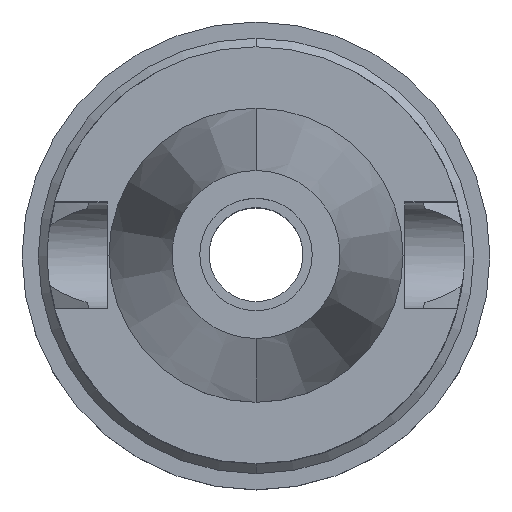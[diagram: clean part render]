
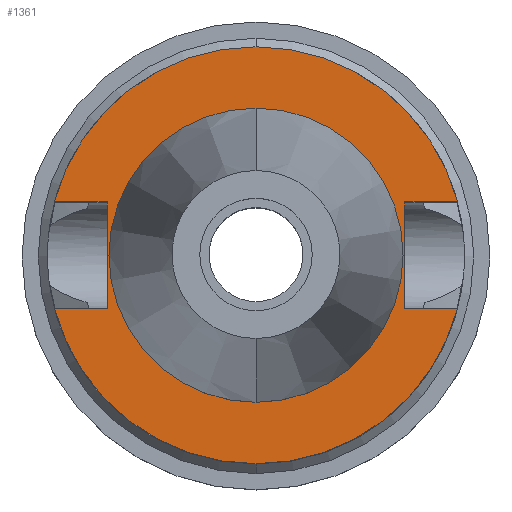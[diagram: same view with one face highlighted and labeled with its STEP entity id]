
A CAD part, top view. The second image highlights one B-rep face of the part: STEP entity #1361.
In plain terms, the highlighted planar face has unit normal (0, 0, 1).
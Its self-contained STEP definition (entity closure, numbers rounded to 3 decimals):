
#94=DIRECTION('',(0.,1.,0.));
#95=VECTOR('',#94,16.1);
#96=CARTESIAN_POINT('',(-22.5,-8.05,-1.));
#97=LINE('',#96,#95);
#101=DIRECTION('',(-1.,0.,0.));
#102=VECTOR('',#101,7.954);
#103=CARTESIAN_POINT('',(-22.5,8.05,-1.));
#104=LINE('',#103,#102);
#108=CARTESIAN_POINT('',(0.,0.,-1.));
#109=DIRECTION('',(0.,0.,-1.));
#110=DIRECTION('',(-0.967,0.256,0.));
#111=AXIS2_PLACEMENT_3D('',#108,#109,#110);
#116=CARTESIAN_POINT('',(0.,0.,-1.));
#117=DIRECTION('',(0.,0.,-1.));
#118=DIRECTION('',(0.,1.,0.));
#119=AXIS2_PLACEMENT_3D('',#116,#117,#118);
#124=DIRECTION('',(0.,-1.,0.));
#125=VECTOR('',#124,16.1);
#126=CARTESIAN_POINT('',(22.5,8.05,-1.));
#127=LINE('',#126,#125);
#131=DIRECTION('',(1.,0.,0.));
#132=VECTOR('',#131,7.954);
#133=CARTESIAN_POINT('',(22.5,-8.05,-1.));
#134=LINE('',#133,#132);
#138=CARTESIAN_POINT('',(0.,0.,-1.));
#139=DIRECTION('',(0.,0.,-1.));
#140=DIRECTION('',(0.967,-0.256,0.));
#141=AXIS2_PLACEMENT_3D('',#138,#139,#140);
#146=CARTESIAN_POINT('',(0.,0.,-1.));
#147=DIRECTION('',(0.,0.,-1.));
#148=DIRECTION('',(0.,-1.,0.));
#149=AXIS2_PLACEMENT_3D('',#146,#147,#148);
#154=CARTESIAN_POINT('',(0.,0.,-1.));
#155=DIRECTION('',(0.,0.,1.));
#156=DIRECTION('',(0.,-1.,0.));
#157=AXIS2_PLACEMENT_3D('',#154,#155,#156);
#162=CARTESIAN_POINT('',(0.,0.,-1.));
#163=DIRECTION('',(0.,0.,1.));
#164=DIRECTION('',(0.,1.,0.));
#165=AXIS2_PLACEMENT_3D('',#162,#163,#164);
#200=DIRECTION('',(-1.,0.,0.));
#201=VECTOR('',#200,7.954);
#202=CARTESIAN_POINT('',(-22.5,-8.05,-1.));
#203=LINE('',#202,#201);
#337=DIRECTION('',(1.,0.,0.));
#338=VECTOR('',#337,7.954);
#339=CARTESIAN_POINT('',(22.5,8.05,-1.));
#340=LINE('',#339,#338);
#1218=CARTESIAN_POINT('',(-22.5,-8.05,-1.));
#1219=VERTEX_POINT('',#1218);
#1220=CARTESIAN_POINT('',(-30.454,-8.05,-1.));
#1221=VERTEX_POINT('',#1220);
#1224=CARTESIAN_POINT('',(-22.5,8.05,-1.));
#1225=VERTEX_POINT('',#1224);
#1226=CARTESIAN_POINT('',(-30.454,8.05,-1.));
#1227=VERTEX_POINT('',#1226);
#1228=CARTESIAN_POINT('',(0.,31.5,-1.));
#1229=CARTESIAN_POINT('',(30.454,8.05,-1.));
#1230=VERTEX_POINT('',#1228);
#1231=VERTEX_POINT('',#1229);
#1232=CARTESIAN_POINT('',(22.5,8.05,-1.));
#1233=VERTEX_POINT('',#1232);
#1234=CARTESIAN_POINT('',(22.5,-8.05,-1.));
#1235=VERTEX_POINT('',#1234);
#1236=CARTESIAN_POINT('',(30.454,-8.05,-1.));
#1237=VERTEX_POINT('',#1236);
#1238=CARTESIAN_POINT('',(0.,-31.5,-1.));
#1239=VERTEX_POINT('',#1238);
#1240=CARTESIAN_POINT('',(0.,-22.225,-1.));
#1241=CARTESIAN_POINT('',(0.,22.225,-1.));
#1242=VERTEX_POINT('',#1240);
#1243=VERTEX_POINT('',#1241);
#1330=CARTESIAN_POINT('',(0.,0.,-1.));
#1331=DIRECTION('',(0.,0.,-1.));
#1332=DIRECTION('',(0.,-1.,0.));
#1333=AXIS2_PLACEMENT_3D('',#1330,#1331,#1332);
#1334=PLANE('',#1333);
#1336=ORIENTED_EDGE('',*,*,#1335,.T.);
#1338=ORIENTED_EDGE('',*,*,#1337,.T.);
#1340=ORIENTED_EDGE('',*,*,#1339,.T.);
#1342=ORIENTED_EDGE('',*,*,#1341,.T.);
#1344=ORIENTED_EDGE('',*,*,#1343,.F.);
#1346=ORIENTED_EDGE('',*,*,#1345,.T.);
#1348=ORIENTED_EDGE('',*,*,#1347,.T.);
#1350=ORIENTED_EDGE('',*,*,#1349,.T.);
#1352=ORIENTED_EDGE('',*,*,#1351,.T.);
#1354=ORIENTED_EDGE('',*,*,#1353,.F.);
#1355=EDGE_LOOP('',(#1336,#1338,#1340,#1342,#1344,#1346,#1348,#1350,#1352,
#1354));
#1356=FACE_OUTER_BOUND('',#1355,.F.);
#1357=ORIENTED_EDGE('',*,*,#1309,.T.);
#1358=ORIENTED_EDGE('',*,*,#1325,.T.);
#1359=EDGE_LOOP('',(#1357,#1358));
#1360=FACE_BOUND('',#1359,.F.);
#112=CIRCLE('',#111,31.5);
#120=CIRCLE('',#119,31.5);
#142=CIRCLE('',#141,31.5);
#150=CIRCLE('',#149,31.5);
#158=CIRCLE('',#157,22.225);
#166=CIRCLE('',#165,22.225);
#1309=EDGE_CURVE('',#1242,#1243,#158,.T.);
#1325=EDGE_CURVE('',#1243,#1242,#166,.T.);
#1335=EDGE_CURVE('',#1219,#1225,#97,.T.);
#1337=EDGE_CURVE('',#1225,#1227,#104,.T.);
#1339=EDGE_CURVE('',#1227,#1230,#112,.T.);
#1341=EDGE_CURVE('',#1230,#1231,#120,.T.);
#1343=EDGE_CURVE('',#1233,#1231,#340,.T.);
#1345=EDGE_CURVE('',#1233,#1235,#127,.T.);
#1347=EDGE_CURVE('',#1235,#1237,#134,.T.);
#1349=EDGE_CURVE('',#1237,#1239,#142,.T.);
#1351=EDGE_CURVE('',#1239,#1221,#150,.T.);
#1353=EDGE_CURVE('',#1219,#1221,#203,.T.);
#1361=ADVANCED_FACE('',(#1356,#1360),#1334,.F.);
